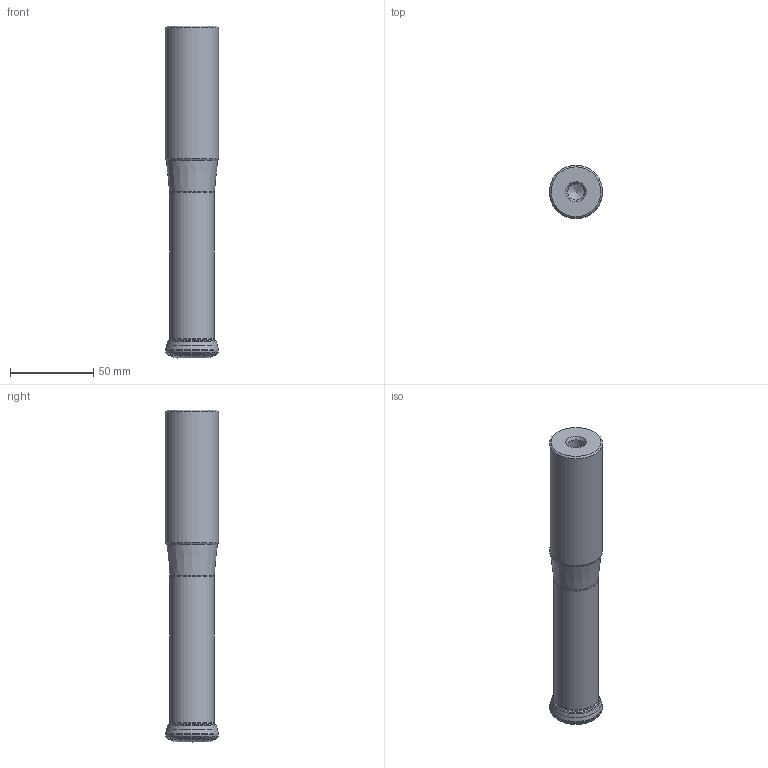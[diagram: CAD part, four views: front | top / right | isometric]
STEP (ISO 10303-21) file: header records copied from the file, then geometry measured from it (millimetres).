
FILE_DESCRIPTION(/* description */ (''),/* implementation_level */ '2;1');
FILE_NAME(/* name */ 'ax_step_export_ax_temp_1.stp',/* time_stamp */ '2019-04-24T11:01:19+02:00',/* author */ (''),/* organization */ (''),/* preprocessor_version */ 'ST-DEVELOPER v15',/* originating_system */ 'SIEMENS PLM Software NX 8.5',/* authorisation */ '');
FILE_SCHEMA (('AUTOMOTIVE_DESIGN { 1 0 10303 214 3 1 1 1 }'));
Length unit declared in the file: millimetre
Products named in the file (1): ax_temp_1
Bounding box: 32 x 32 x 200 mm (x, y, z)
Volume: 126217.3 mm3; surface area: 27585.2 mm2
Topology: 2 solids, 2 shells, 44 faces, 93 edges, 50 vertices
Faces by surface type: revolution 28, cone 7, torus 5, cylinder 3, plane 1
Full cylindrical faces by diameter (mm): 10 x1, 26.931 x1, 32 x1
Entity records: 1242 total; most frequent: CARTESIAN_POINT 345, DIRECTION 148, FACE_BOUND 88, EDGE_LOOP 86, ORIENTED_EDGE 86, AXIS2_PLACEMENT_3D 60, VERTEX_POINT 45, ADVANCED_FACE 44
